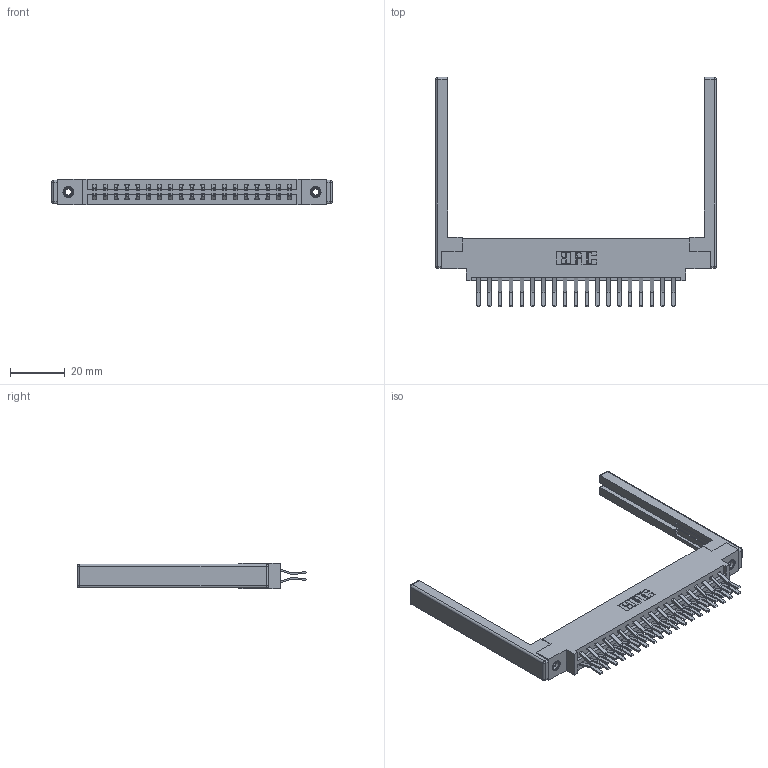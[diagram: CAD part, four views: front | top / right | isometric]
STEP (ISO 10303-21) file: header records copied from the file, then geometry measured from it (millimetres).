
FILE_DESCRIPTION (( 'STEP AP203' ), '1' );
FILE_NAME ('337-038-560-868.STEP', '2019-10-11T11:45:40', ( '' ), ( '' ), 'SwSTEP 2.0', 'SolidWorks 2016', '' );
FILE_SCHEMA (( 'CONFIG_CONTROL_DESIGN' ));
Length unit declared in the file: inch
Products named in the file (5): 345-292-001_560 Tail; 345-250-001_345-250-001-102; 307-220-068; 337-038-560-868; 337 Part_0.170 Offset - 0.156 Dia-TI
Assembly tree (43 placements, depth 2):
  337-038-560-868
    337 Part_0.170 Offset - 0.156 Dia-TI
    345-292-001_560 Tail  x38
    345-250-001_345-250-001-102  x2
    307-220-068  x2
Bounding box: 102.72 x 83.84 x 9.4 mm (x, y, z)
Volume: 15035.4 mm3; surface area: 16680.2 mm2
Topology: 43 solids, 43 shells, 2400 faces, 7059 edges, 4634 vertices
Faces by surface type: plane 1606, cylinder 770, cone 12, sphere 8, torus 4
Entity records: 20686 total; most frequent: CARTESIAN_POINT 3471, ORIENTED_EDGE 3396, DIRECTION 3068, EDGE_CURVE 1698, LINE 1516, VECTOR 1516, VERTEX_POINT 1122, AXIS2_PLACEMENT_3D 776
